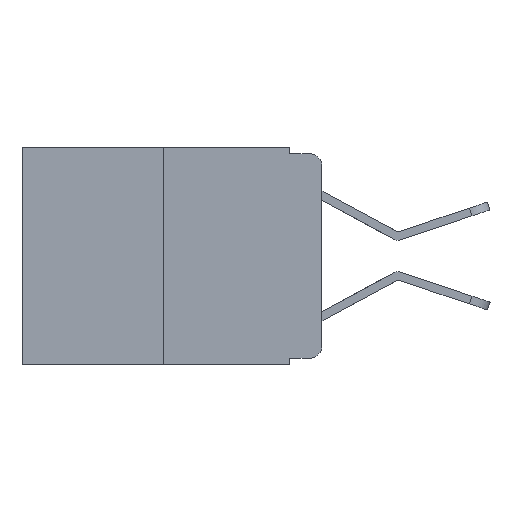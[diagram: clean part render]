
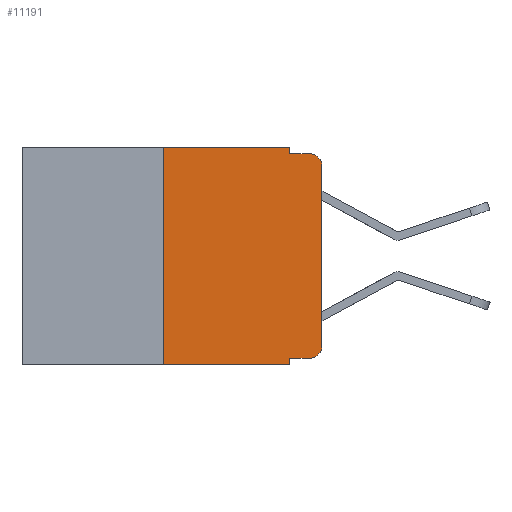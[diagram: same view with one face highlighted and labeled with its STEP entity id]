
A CAD part, left-side view. The second image highlights one B-rep face of the part: STEP entity #11191.
In plain terms, the highlighted planar face has unit normal (-1, 0, 0).
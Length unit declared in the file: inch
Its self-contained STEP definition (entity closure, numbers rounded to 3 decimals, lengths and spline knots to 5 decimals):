
#298 = EDGE_CURVE ( 'NONE', #3636, #6391, #7351, .T. ) ;
#382 = EDGE_CURVE ( 'NONE', #13156, #8270, #2165, .T. ) ;
#680 = PLANE ( 'NONE',  #3275 ) ;
#982 = ORIENTED_EDGE ( 'NONE', *, *, #13105, .F. ) ;
#1224 = EDGE_CURVE ( 'NONE', #8221, #13156, #4601, .T. ) ;
#1330 = EDGE_CURVE ( 'NONE', #5253, #6391, #1804, .T. ) ;
#1662 = VECTOR ( 'NONE', #4694, 39.37008 ) ;
#1804 = LINE ( 'NONE', #12737, #5263 ) ;
#1891 = ORIENTED_EDGE ( 'NONE', *, *, #298, .F. ) ;
#1983 = DIRECTION ( 'NONE',  ( 0., -1., 0. ) ) ;
#2132 = VERTEX_POINT ( 'NONE', #8215 ) ;
#2144 = VECTOR ( 'NONE', #11917, 39.37008 ) ;
#2165 = LINE ( 'NONE', #10974, #8006 ) ;
#2894 = CARTESIAN_POINT ( 'NONE',  ( 0., 0.051, -0.343 ) ) ;
#2948 = AXIS2_PLACEMENT_3D ( 'NONE', #6054, #10272, #4090 ) ;
#3127 = DIRECTION ( 'NONE',  ( 0., 0., -1. ) ) ;
#3275 = AXIS2_PLACEMENT_3D ( 'NONE', #9212, #7110, #10313 ) ;
#3456 = EDGE_CURVE ( 'NONE', #3636, #12945, #6570, .T. ) ;
#3636 = VERTEX_POINT ( 'NONE', #5467 ) ;
#4090 = DIRECTION ( 'NONE',  ( 0., 0., -1. ) ) ;
#4601 = LINE ( 'NONE', #11660, #8144 ) ;
#4616 = CARTESIAN_POINT ( 'NONE',  ( 0., 0.02, -0.03 ) ) ;
#4674 = ORIENTED_EDGE ( 'NONE', *, *, #1330, .T. ) ;
#4694 = DIRECTION ( 'NONE',  ( 0., 0., 1. ) ) ;
#4906 = CARTESIAN_POINT ( 'NONE',  ( 0., 0., -0.03 ) ) ;
#5009 = CARTESIAN_POINT ( 'NONE',  ( 0., 0.051, 0. ) ) ;
#5106 = DIRECTION ( 'NONE',  ( 0., 0., -1. ) ) ;
#5253 = VERTEX_POINT ( 'NONE', #8881 ) ;
#5263 = VECTOR ( 'NONE', #1983, 39.37008 ) ;
#5270 = LINE ( 'NONE', #10938, #2144 ) ;
#5376 = CARTESIAN_POINT ( 'NONE',  ( 0., 0.051, -0.333 ) ) ;
#5459 = CARTESIAN_POINT ( 'NONE',  ( 0., 0.02, -0.333 ) ) ;
#5467 = CARTESIAN_POINT ( 'NONE',  ( 0., 0.051, -0.333 ) ) ;
#5899 = CARTESIAN_POINT ( 'NONE',  ( 0., 0.051, -0.01 ) ) ;
#6054 = CARTESIAN_POINT ( 'NONE',  ( 0., 0.02, -0.313 ) ) ;
#6118 = VECTOR ( 'NONE', #13182, 39.37008 ) ;
#6305 = EDGE_CURVE ( 'NONE', #12945, #2132, #9020, .T. ) ;
#6391 = VERTEX_POINT ( 'NONE', #2894 ) ;
#6521 = ORIENTED_EDGE ( 'NONE', *, *, #3456, .T. ) ;
#6570 = LINE ( 'NONE', #5376, #8746 ) ;
#6621 = DIRECTION ( 'NONE',  ( 0., -1., 0. ) ) ;
#6708 = ORIENTED_EDGE ( 'NONE', *, *, #11713, .T. ) ;
#6920 = DIRECTION ( 'NONE',  ( 0., 0., -1. ) ) ;
#7110 = DIRECTION ( 'NONE',  ( 1., 0., 0. ) ) ;
#7207 = ORIENTED_EDGE ( 'NONE', *, *, #7977, .F. ) ;
#7264 = CARTESIAN_POINT ( 'NONE',  ( 0., 0.25, 0. ) ) ;
#7349 = LINE ( 'NONE', #8961, #1662 ) ;
#7351 = LINE ( 'NONE', #9501, #9495 ) ;
#7578 = DIRECTION ( 'NONE',  ( 0., -1., 0. ) ) ;
#7961 = DIRECTION ( 'NONE',  ( -1., 0., 0. ) ) ;
#7977 = EDGE_CURVE ( 'NONE', #5253, #11266, #5270, .T. ) ;
#8006 = VECTOR ( 'NONE', #6621, 39.37008 ) ;
#8144 = VECTOR ( 'NONE', #5106, 39.37008 ) ;
#8215 = CARTESIAN_POINT ( 'NONE',  ( 0., 0., -0.313 ) ) ;
#8221 = VERTEX_POINT ( 'NONE', #5009 ) ;
#8270 = VERTEX_POINT ( 'NONE', #13638 ) ;
#8490 = CIRCLE ( 'NONE', #9871, 0.02 ) ;
#8746 = VECTOR ( 'NONE', #7578, 39.37008 ) ;
#8881 = CARTESIAN_POINT ( 'NONE',  ( 0., 0.25, -0.343 ) ) ;
#8961 = CARTESIAN_POINT ( 'NONE',  ( 0., 0., 0. ) ) ;
#9020 = CIRCLE ( 'NONE', #2948, 0.02 ) ;
#9212 = CARTESIAN_POINT ( 'NONE',  ( 0., 0.473, 0. ) ) ;
#9495 = VECTOR ( 'NONE', #3127, 39.37008 ) ;
#9501 = CARTESIAN_POINT ( 'NONE',  ( 0., 0.051, 0. ) ) ;
#9871 = AXIS2_PLACEMENT_3D ( 'NONE', #4616, #7961, #6920 ) ;
#9981 = EDGE_LOOP ( 'NONE', ( #6708, #10434, #12809, #13447, #982, #7207, #4674, #1891, #6521, #12647 ) ) ;
#10101 = LINE ( 'NONE', #13270, #6118 ) ;
#10272 = DIRECTION ( 'NONE',  ( -1., 0., 0. ) ) ;
#10313 = DIRECTION ( 'NONE',  ( 0., 0., -1. ) ) ;
#10434 = ORIENTED_EDGE ( 'NONE', *, *, #13026, .T. ) ;
#10503 = FACE_OUTER_BOUND ( 'NONE', #9981, .T. ) ;
#10559 = VERTEX_POINT ( 'NONE', #4906 ) ;
#10938 = CARTESIAN_POINT ( 'NONE',  ( 0., 0.25, 0. ) ) ;
#10974 = CARTESIAN_POINT ( 'NONE',  ( 0., 0.051, -0.01 ) ) ;
#11191 = ADVANCED_FACE ( 'NONE', ( #10503 ), #680, .F. ) ;
#11266 = VERTEX_POINT ( 'NONE', #7264 ) ;
#11660 = CARTESIAN_POINT ( 'NONE',  ( 0., 0.051, 0. ) ) ;
#11713 = EDGE_CURVE ( 'NONE', #2132, #10559, #7349, .T. ) ;
#11917 = DIRECTION ( 'NONE',  ( 0., 0., 1. ) ) ;
#12647 = ORIENTED_EDGE ( 'NONE', *, *, #6305, .T. ) ;
#12737 = CARTESIAN_POINT ( 'NONE',  ( 0., 0.473, -0.343 ) ) ;
#12809 = ORIENTED_EDGE ( 'NONE', *, *, #382, .F. ) ;
#12945 = VERTEX_POINT ( 'NONE', #5459 ) ;
#13026 = EDGE_CURVE ( 'NONE', #10559, #8270, #8490, .T. ) ;
#13105 = EDGE_CURVE ( 'NONE', #11266, #8221, #10101, .T. ) ;
#13156 = VERTEX_POINT ( 'NONE', #5899 ) ;
#13182 = DIRECTION ( 'NONE',  ( 0., -1., 0. ) ) ;
#13270 = CARTESIAN_POINT ( 'NONE',  ( 0., 0.473, 0. ) ) ;
#13447 = ORIENTED_EDGE ( 'NONE', *, *, #1224, .F. ) ;
#13638 = CARTESIAN_POINT ( 'NONE',  ( 0., 0.02, -0.01 ) ) ;
